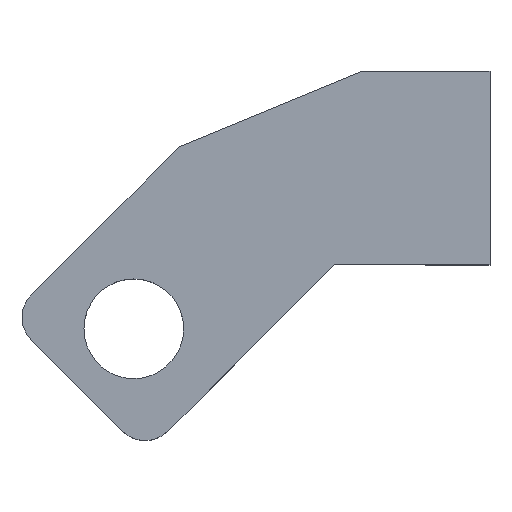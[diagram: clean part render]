
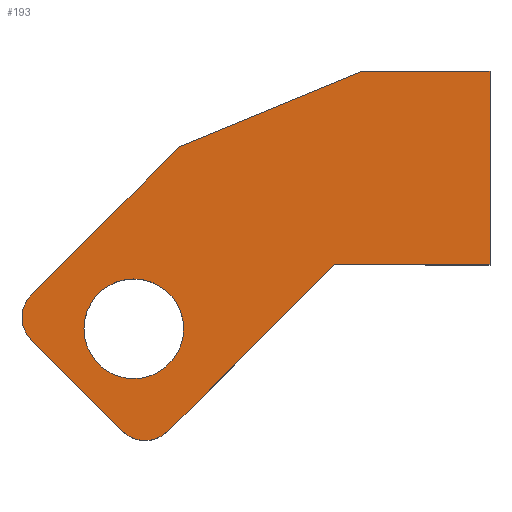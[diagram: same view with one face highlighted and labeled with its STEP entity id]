
A CAD part, top view. The second image highlights one B-rep face of the part: STEP entity #193.
In plain terms, the highlighted planar face has unit normal (0, 0, 1).
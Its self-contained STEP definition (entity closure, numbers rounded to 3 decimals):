
#7 = DIRECTION ( 'NONE',  ( 0., 0., -1. ) ) ;
#15 = CARTESIAN_POINT ( 'NONE',  ( -55.852, 39.463, 2. ) ) ;
#16 = ORIENTED_EDGE ( 'NONE', *, *, #235, .F. ) ;
#56 = EDGE_LOOP ( 'NONE', ( #16, #141, #85, #148, #201, #259, #154, #155, #350, #198 ) ) ;
#59 = VERTEX_POINT ( 'NONE', #760 ) ;
#63 = ORIENTED_EDGE ( 'NONE', *, *, #484, .T. ) ;
#72 = ORIENTED_EDGE ( 'NONE', *, *, #571, .T. ) ;
#75 = VERTEX_POINT ( 'NONE', #306 ) ;
#85 = ORIENTED_EDGE ( 'NONE', *, *, #592, .F. ) ;
#106 = VERTEX_POINT ( 'NONE', #173 ) ;
#114 = VERTEX_POINT ( 'NONE', #182 ) ;
#129 = VERTEX_POINT ( 'NONE', #369 ) ;
#141 = ORIENTED_EDGE ( 'NONE', *, *, #196, .T. ) ;
#143 = LINE ( 'NONE', #352, #482 ) ;
#148 = ORIENTED_EDGE ( 'NONE', *, *, #236, .T. ) ;
#153 = VERTEX_POINT ( 'NONE', #172 ) ;
#154 = ORIENTED_EDGE ( 'NONE', *, *, #454, .T. ) ;
#155 = ORIENTED_EDGE ( 'NONE', *, *, #244, .T. ) ;
#158 = DIRECTION ( 'NONE',  ( -1., 0., 0. ) ) ;
#172 = CARTESIAN_POINT ( 'NONE',  ( -56.559, 38.756, 2. ) ) ;
#173 = CARTESIAN_POINT ( 'NONE',  ( -59.388, 42.998, 2. ) ) ;
#182 = CARTESIAN_POINT ( 'NONE',  ( -45.135, 49.938, 2. ) ) ;
#185 = VERTEX_POINT ( 'NONE', #455 ) ;
#193 = ADVANCED_FACE ( 'NONE', ( #712, #766 ), #391, .T. ) ;
#196 = EDGE_CURVE ( 'NONE', #212, #153, #499, .T. ) ;
#198 = ORIENTED_EDGE ( 'NONE', *, *, #521, .F. ) ;
#201 = ORIENTED_EDGE ( 'NONE', *, *, #557, .T. ) ;
#205 = VERTEX_POINT ( 'NONE', #394 ) ;
#208 = VERTEX_POINT ( 'NONE', #406 ) ;
#212 = VERTEX_POINT ( 'NONE', #398 ) ;
#223 = AXIS2_PLACEMENT_3D ( 'NONE', #15, #7, #158 ) ;
#235 = EDGE_CURVE ( 'NONE', #212, #129, #386, .T. ) ;
#236 = EDGE_CURVE ( 'NONE', #185, #205, #344, .T. ) ;
#243 = AXIS2_PLACEMENT_3D ( 'NONE', #798, #343, #780 ) ;
#244 = EDGE_CURVE ( 'NONE', #59, #614, #773, .T. ) ;
#245 = CARTESIAN_POINT ( 'NONE',  ( 0., 43.938, 2. ) ) ;
#246 = DIRECTION ( 'NONE',  ( -1., 0., 0. ) ) ;
#247 = DIRECTION ( 'NONE',  ( 0., 0., -1. ) ) ;
#248 = CARTESIAN_POINT ( 'NONE',  ( -56.206, 41.938, 2. ) ) ;
#249 = VERTEX_POINT ( 'NONE', #463 ) ;
#259 = ORIENTED_EDGE ( 'NONE', *, *, #466, .T. ) ;
#263 = VECTOR ( 'NONE', #330, 1000. ) ;
#265 = AXIS2_PLACEMENT_3D ( 'NONE', #297, #291, #294 ) ;
#291 = DIRECTION ( 'NONE',  ( 0., 0., -1. ) ) ;
#293 = CARTESIAN_POINT ( 'NONE',  ( -54.792, 47.594, 2. ) ) ;
#294 = DIRECTION ( 'NONE',  ( -1., 0., 0. ) ) ;
#297 = CARTESIAN_POINT ( 'NONE',  ( -56.206, 41.938, 2. ) ) ;
#306 = CARTESIAN_POINT ( 'NONE',  ( -57.756, 41.938, 2. ) ) ;
#325 = CARTESIAN_POINT ( 'NONE',  ( 0., 0., 2. ) ) ;
#327 = VECTOR ( 'NONE', #353, 1000. ) ;
#330 = DIRECTION ( 'NONE',  ( 0.707, -0.707, 0. ) ) ;
#333 = CARTESIAN_POINT ( 'NONE',  ( -59.388, 41.584, 2. ) ) ;
#334 = DIRECTION ( 'NONE',  ( 1., 0., 0. ) ) ;
#335 = DIRECTION ( 'NONE',  ( 0., 0., 1. ) ) ;
#343 = DIRECTION ( 'NONE',  ( 0., 0., -1. ) ) ;
#344 = LINE ( 'NONE', #581, #378 ) ;
#348 = DIRECTION ( 'NONE',  ( -0.707, -0.707, 0. ) ) ;
#350 = ORIENTED_EDGE ( 'NONE', *, *, #503, .T. ) ;
#352 = CARTESIAN_POINT ( 'NONE',  ( 0., 49.938, 2. ) ) ;
#353 = DIRECTION ( 'NONE',  ( -0.924, -0.383, 0. ) ) ;
#369 = CARTESIAN_POINT ( 'NONE',  ( -59.681, 42.291, 2. ) ) ;
#377 = DIRECTION ( 'NONE',  ( -1., 0., 0. ) ) ;
#378 = VECTOR ( 'NONE', #556, 1000. ) ;
#386 = CIRCLE ( 'NONE', #535, 1. ) ;
#391 = PLANE ( 'NONE',  #510 ) ;
#394 = CARTESIAN_POINT ( 'NONE',  ( -49.963, 43.938, 2. ) ) ;
#398 = CARTESIAN_POINT ( 'NONE',  ( -59.388, 41.584, 2. ) ) ;
#404 = DIRECTION ( 'NONE',  ( -1., 0., 0. ) ) ;
#406 = CARTESIAN_POINT ( 'NONE',  ( -45.135, 43.938, 2. ) ) ;
#411 = CARTESIAN_POINT ( 'NONE',  ( -45.135, 0., 2. ) ) ;
#420 = AXIS2_PLACEMENT_3D ( 'NONE', #248, #247, #246 ) ;
#424 = DIRECTION ( 'NONE',  ( 0., 0., -1. ) ) ;
#454 = EDGE_CURVE ( 'NONE', #114, #59, #143, .T. ) ;
#455 = CARTESIAN_POINT ( 'NONE',  ( -55.145, 38.756, 2. ) ) ;
#463 = CARTESIAN_POINT ( 'NONE',  ( -54.656, 41.938, 2. ) ) ;
#466 = EDGE_CURVE ( 'NONE', #208, #114, #559, .T. ) ;
#474 = DIRECTION ( 'NONE',  ( 0., 1., 0. ) ) ;
#482 = VECTOR ( 'NONE', #377, 1000. ) ;
#484 = EDGE_CURVE ( 'NONE', #75, #249, #657, .T. ) ;
#499 = LINE ( 'NONE', #333, #263 ) ;
#503 = EDGE_CURVE ( 'NONE', #614, #106, #662, .T. ) ;
#509 = CARTESIAN_POINT ( 'NONE',  ( -49.135, 49.938, 2. ) ) ;
#510 = AXIS2_PLACEMENT_3D ( 'NONE', #325, #335, #334 ) ;
#521 = EDGE_CURVE ( 'NONE', #129, #106, #667, .T. ) ;
#535 = AXIS2_PLACEMENT_3D ( 'NONE', #547, #424, #404 ) ;
#547 = CARTESIAN_POINT ( 'NONE',  ( -58.681, 42.291, 2. ) ) ;
#556 = DIRECTION ( 'NONE',  ( 0.707, 0.707, 0. ) ) ;
#557 = EDGE_CURVE ( 'NONE', #205, #208, #729, .T. ) ;
#559 = LINE ( 'NONE', #411, #718 ) ;
#571 = EDGE_CURVE ( 'NONE', #249, #75, #645, .T. ) ;
#581 = CARTESIAN_POINT ( 'NONE',  ( -55.145, 38.756, 2. ) ) ;
#591 = DIRECTION ( 'NONE',  ( 1., 0., 0. ) ) ;
#592 = EDGE_CURVE ( 'NONE', #185, #153, #685, .T. ) ;
#614 = VERTEX_POINT ( 'NONE', #748 ) ;
#645 = CIRCLE ( 'NONE', #420, 1.55 ) ;
#657 = CIRCLE ( 'NONE', #265, 1.55 ) ;
#662 = LINE ( 'NONE', #293, #665 ) ;
#665 = VECTOR ( 'NONE', #348, 1000. ) ;
#667 = CIRCLE ( 'NONE', #243, 1. ) ;
#685 = CIRCLE ( 'NONE', #223, 1. ) ;
#712 = FACE_BOUND ( 'NONE', #782, .T. ) ;
#718 = VECTOR ( 'NONE', #474, 1000. ) ;
#729 = LINE ( 'NONE', #245, #737 ) ;
#737 = VECTOR ( 'NONE', #591, 1000. ) ;
#748 = CARTESIAN_POINT ( 'NONE',  ( -54.792, 47.594, 2. ) ) ;
#760 = CARTESIAN_POINT ( 'NONE',  ( -49.135, 49.938, 2. ) ) ;
#766 = FACE_OUTER_BOUND ( 'NONE', #56, .T. ) ;
#773 = LINE ( 'NONE', #509, #327 ) ;
#780 = DIRECTION ( 'NONE',  ( -1., 0., 0. ) ) ;
#782 = EDGE_LOOP ( 'NONE', ( #63, #72 ) ) ;
#798 = CARTESIAN_POINT ( 'NONE',  ( -58.681, 42.291, 2. ) ) ;
